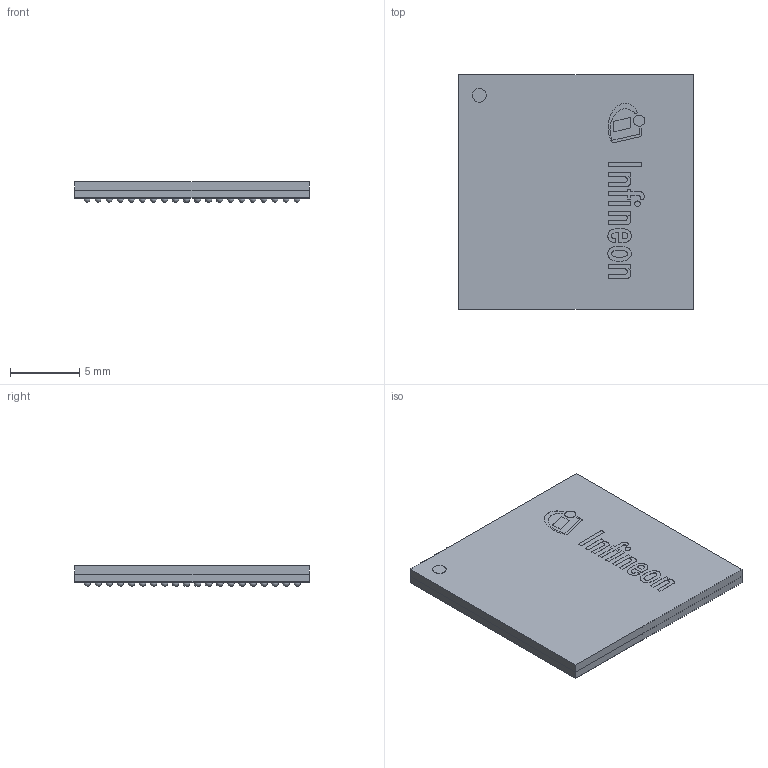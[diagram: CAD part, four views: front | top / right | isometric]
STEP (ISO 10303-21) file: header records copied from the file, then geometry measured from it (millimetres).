
FILE_DESCRIPTION(/* description */ (''),/* implementation_level */ '2;1');
FILE_NAME(/* name */ 'PG-F2BGA-292-3_Z8B00229931_V03_3D.stp',/* time_stamp */ '2023-09-14T14:29:02+06:00',/* author */ ('Subramani'),/* organization */ (''),/* preprocessor_version */ 'ST-DEVELOPER v16.13',/* originating_system */ 'AutoCAD Mechanical',/* authorisation */ '');
FILE_SCHEMA (('AUTOMOTIVE_DESIGN { 1 0 10303 214 3 1 1 }'));
Length unit declared in the file: millimetre
Products named in the file (1): Product
Bounding box: 17 x 17 x 1.53 mm (x, y, z)
Volume: 358 mm3; surface area: 2041.1 mm2
Topology: 308 solids, 308 shells, 719 faces, 1182 edges, 788 vertices
Faces by surface type: plane 403, sphere 292, bspline 18, cylinder 6
Full cylindrical faces by diameter (mm): 0.401 x1, 0.811 x1, 1 x2
Entity records: 12427 total; most frequent: DIRECTION 2266, CARTESIAN_POINT 2216, ORIENTED_EDGE 1188, AXIS2_PLACEMENT_3D 1006, EDGE_LOOP 728, FACE_OUTER_BOUND 719, ADVANCED_FACE 719, EDGE_CURVE 594
